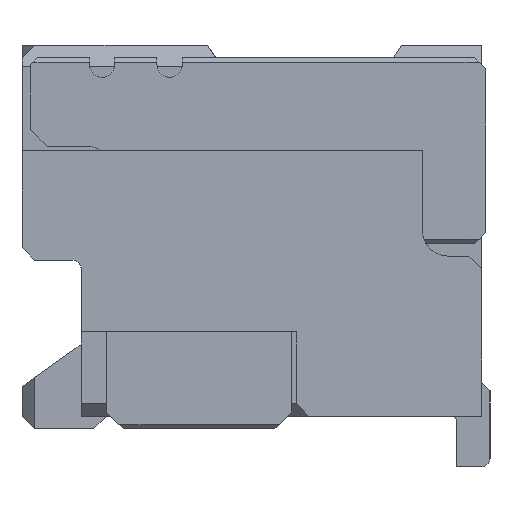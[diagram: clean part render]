
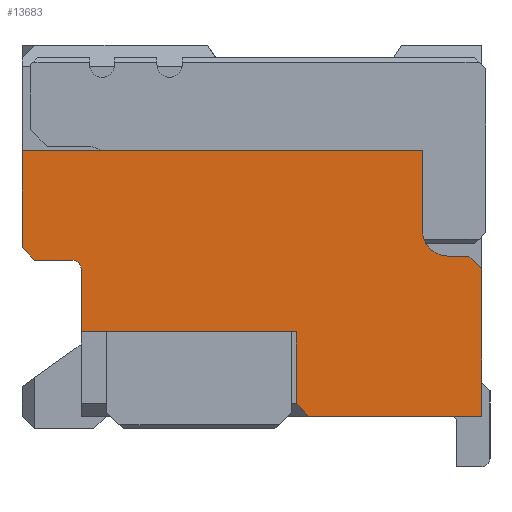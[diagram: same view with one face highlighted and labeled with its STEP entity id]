
A CAD part, left-side view. The second image highlights one B-rep face of the part: STEP entity #13683.
In plain terms, the highlighted planar face has unit normal (-1, 0, 0).
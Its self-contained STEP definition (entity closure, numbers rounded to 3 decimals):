
#85=DIRECTION('',(0.,-1.,0.));
#86=VECTOR('',#85,2.05);
#87=CARTESIAN_POINT('',(-6.675,-0.675,-2.2));
#88=LINE('',#87,#86);
#1125=DIRECTION('',(0.,0.,1.));
#1126=VECTOR('',#1125,1.75);
#1127=CARTESIAN_POINT('',(-6.675,-2.725,-2.2));
#1128=LINE('',#1127,#1126);
#1245=DIRECTION('',(0.,-0.707,-0.707));
#1246=VECTOR('',#1245,0.212);
#1247=CARTESIAN_POINT('',(-6.675,-0.525,-2.05));
#1248=LINE('',#1247,#1246);
#1249=DIRECTION('',(0.,0.,1.));
#1250=VECTOR('',#1249,0.85);
#1251=CARTESIAN_POINT('',(-6.675,-0.525,-2.05));
#1252=LINE('',#1251,#1250);
#1253=DIRECTION('',(0.,1.,0.));
#1254=VECTOR('',#1253,2.55);
#1255=CARTESIAN_POINT('',(-6.675,-0.525,-1.2));
#1256=LINE('',#1255,#1254);
#1257=DIRECTION('',(0.,0.,1.));
#1258=VECTOR('',#1257,0.75);
#1259=CARTESIAN_POINT('',(-6.675,2.025,-1.2));
#1260=LINE('',#1259,#1258);
#1261=CARTESIAN_POINT('',(-6.675,2.125,-0.45));
#1262=DIRECTION('',(1.,0.,0.));
#1263=DIRECTION('',(0.,0.,1.));
#1264=AXIS2_PLACEMENT_3D('',#1261,#1262,#1263);
#1266=DIRECTION('',(0.,-1.,0.));
#1267=VECTOR('',#1266,0.45);
#1268=CARTESIAN_POINT('',(-6.675,2.575,-0.35));
#1269=LINE('',#1268,#1267);
#1270=DIRECTION('',(0.,-0.707,-0.707));
#1271=VECTOR('',#1270,0.212);
#1272=CARTESIAN_POINT('',(-6.675,2.725,-0.2));
#1273=LINE('',#1272,#1271);
#1274=DIRECTION('',(0.,0.,1.));
#1275=VECTOR('',#1274,1.15);
#1276=CARTESIAN_POINT('',(-6.675,2.725,-0.2));
#1277=LINE('',#1276,#1275);
#1278=DIRECTION('',(0.,-1.,0.));
#1279=VECTOR('',#1278,4.75);
#1280=CARTESIAN_POINT('',(-6.675,2.725,0.95));
#1281=LINE('',#1280,#1279);
#1282=DIRECTION('',(0.,0.,-1.));
#1283=VECTOR('',#1282,0.95);
#1284=CARTESIAN_POINT('',(-6.675,-2.025,0.95));
#1285=LINE('',#1284,#1283);
#1286=CARTESIAN_POINT('',(-6.675,-2.325,0.));
#1287=DIRECTION('',(-1.,0.,0.));
#1288=DIRECTION('',(0.,1.,0.));
#1289=AXIS2_PLACEMENT_3D('',#1286,#1287,#1288);
#1291=DIRECTION('',(0.,-1.,0.));
#1292=VECTOR('',#1291,0.25);
#1293=CARTESIAN_POINT('',(-6.675,-2.325,-0.3));
#1294=LINE('',#1293,#1292);
#1295=DIRECTION('',(0.,-0.707,-0.707));
#1296=VECTOR('',#1295,0.212);
#1297=CARTESIAN_POINT('',(-6.675,-2.575,-0.3));
#1298=LINE('',#1297,#1296);
#9389=CARTESIAN_POINT('',(-6.675,2.725,-0.2));
#9390=CARTESIAN_POINT('',(-6.675,2.575,-0.35));
#9391=VERTEX_POINT('',#9389);
#9392=VERTEX_POINT('',#9390);
#9393=CARTESIAN_POINT('',(-6.675,2.125,-0.35));
#9394=VERTEX_POINT('',#9393);
#9395=CARTESIAN_POINT('',(-6.675,2.025,-0.45));
#9396=VERTEX_POINT('',#9395);
#9429=CARTESIAN_POINT('',(-6.675,-2.025,0.95));
#9430=CARTESIAN_POINT('',(-6.675,-2.025,0.));
#9431=VERTEX_POINT('',#9429);
#9432=VERTEX_POINT('',#9430);
#9433=CARTESIAN_POINT('',(-6.675,-2.325,-0.3));
#9434=VERTEX_POINT('',#9433);
#9435=CARTESIAN_POINT('',(-6.675,-2.575,-0.3));
#9436=VERTEX_POINT('',#9435);
#9437=CARTESIAN_POINT('',(-6.675,-2.725,-0.45));
#9438=VERTEX_POINT('',#9437);
#9439=CARTESIAN_POINT('',(-6.675,2.725,0.95));
#9440=VERTEX_POINT('',#9439);
#9449=CARTESIAN_POINT('',(-6.675,-2.725,-2.2));
#9450=VERTEX_POINT('',#9449);
#9787=CARTESIAN_POINT('',(-6.675,-0.525,-1.2));
#9788=CARTESIAN_POINT('',(-6.675,2.025,-1.2));
#9789=VERTEX_POINT('',#9787);
#9790=VERTEX_POINT('',#9788);
#9947=CARTESIAN_POINT('',(-6.675,-0.525,-2.05));
#9948=CARTESIAN_POINT('',(-6.675,-0.675,-2.2));
#9949=VERTEX_POINT('',#9947);
#9950=VERTEX_POINT('',#9948);
#13652=CARTESIAN_POINT('',(-6.675,2.725,-2.2));
#13653=DIRECTION('',(-1.,0.,0.));
#13654=DIRECTION('',(0.,-1.,0.));
#13655=AXIS2_PLACEMENT_3D('',#13652,#13653,#13654);
#13656=PLANE('',#13655);
#13658=ORIENTED_EDGE('',*,*,#13657,.F.);
#13660=ORIENTED_EDGE('',*,*,#13659,.T.);
#13662=ORIENTED_EDGE('',*,*,#13661,.T.);
#13663=ORIENTED_EDGE('',*,*,#12775,.T.);
#13664=ORIENTED_EDGE('',*,*,#12843,.F.);
#13665=ORIENTED_EDGE('',*,*,#12933,.F.);
#13666=ORIENTED_EDGE('',*,*,#13010,.F.);
#13668=ORIENTED_EDGE('',*,*,#13667,.T.);
#13670=ORIENTED_EDGE('',*,*,#13669,.T.);
#13672=ORIENTED_EDGE('',*,*,#13671,.T.);
#13674=ORIENTED_EDGE('',*,*,#13673,.T.);
#13676=ORIENTED_EDGE('',*,*,#13675,.T.);
#13678=ORIENTED_EDGE('',*,*,#13677,.T.);
#13679=ORIENTED_EDGE('',*,*,#13578,.F.);
#13680=ORIENTED_EDGE('',*,*,#12420,.F.);
#13681=EDGE_LOOP('',(#13658,#13660,#13662,#13663,#13664,#13665,#13666,#13668,
#13670,#13672,#13674,#13676,#13678,#13679,#13680));
#13682=FACE_OUTER_BOUND('',#13681,.F.);
#13683=ADVANCED_FACE('',(#13682),#13656,.T.);
#1265=CIRCLE('',#1264,0.1);
#1290=CIRCLE('',#1289,0.3);
#12420=EDGE_CURVE('',#9950,#9450,#88,.T.);
#12775=EDGE_CURVE('',#9790,#9396,#1260,.T.);
#12843=EDGE_CURVE('',#9394,#9396,#1265,.T.);
#12933=EDGE_CURVE('',#9392,#9394,#1269,.T.);
#13010=EDGE_CURVE('',#9391,#9392,#1273,.T.);
#13578=EDGE_CURVE('',#9450,#9438,#1128,.T.);
#13657=EDGE_CURVE('',#9949,#9950,#1248,.T.);
#13659=EDGE_CURVE('',#9949,#9789,#1252,.T.);
#13661=EDGE_CURVE('',#9789,#9790,#1256,.T.);
#13667=EDGE_CURVE('',#9391,#9440,#1277,.T.);
#13669=EDGE_CURVE('',#9440,#9431,#1281,.T.);
#13671=EDGE_CURVE('',#9431,#9432,#1285,.T.);
#13673=EDGE_CURVE('',#9432,#9434,#1290,.T.);
#13675=EDGE_CURVE('',#9434,#9436,#1294,.T.);
#13677=EDGE_CURVE('',#9436,#9438,#1298,.T.);
